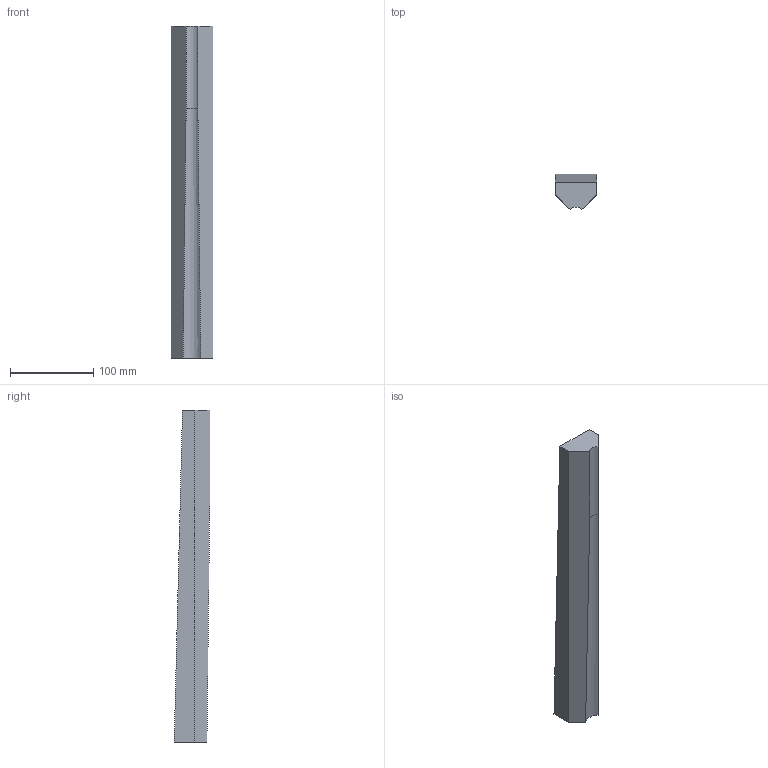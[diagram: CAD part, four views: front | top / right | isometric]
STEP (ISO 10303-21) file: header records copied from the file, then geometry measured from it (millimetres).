
FILE_DESCRIPTION(('STEP AP214'), '1');
FILE_NAME('ìîëîò30', '', ('UNSPECIFIED'), ('UNSPECIFIED'), 'ASCON STEP Converter 1.3', 'ASCON Math Kernel', '');
FILE_SCHEMA(('AUTOMOTIVE_DESIGN { 1 0 10303 214 3 1 1}'));
Length unit declared in the file: millimetre
Bounding box: 50.21 x 42.93 x 400 mm (x, y, z)
Volume: 605287.9 mm3; surface area: 65369.6 mm2
Topology: 1 solids, 1 shells, 11 faces, 27 edges, 18 vertices
Faces by surface type: plane 9, cone 1, cylinder 1
Entity records: 493 total; most frequent: DIRECTION 62, CARTESIAN_POINT 61, ORIENTED_EDGE 54, EDGE_CURVE 27, LINE 24, VECTOR 24, AXIS2_PLACEMENT_3D 19, VERTEX_POINT 18
